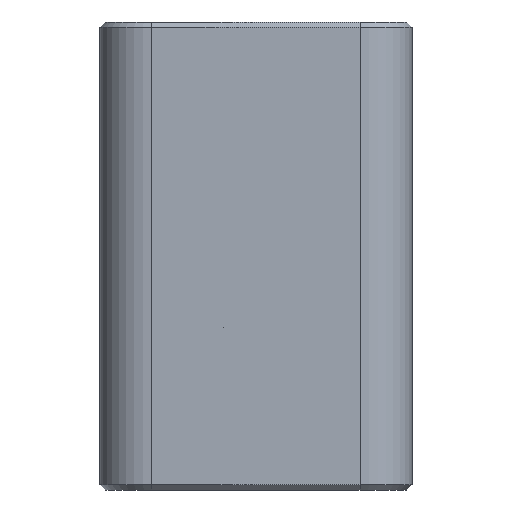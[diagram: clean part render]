
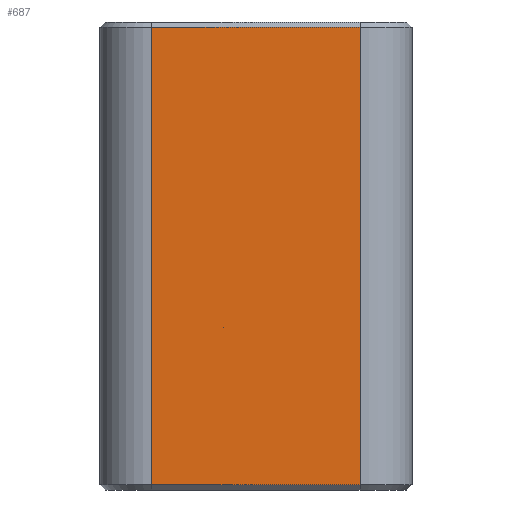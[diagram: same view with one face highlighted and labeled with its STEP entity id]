
A CAD part, left-side view. The second image highlights one B-rep face of the part: STEP entity #687.
In plain terms, the highlighted planar face has unit normal (-1, 0, 0).
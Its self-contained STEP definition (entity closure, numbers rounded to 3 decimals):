
#111 = DIRECTION ( 'NONE',  ( 0., 1., 0. ) ) ;
#119 = CARTESIAN_POINT ( 'NONE',  ( -21., 6., 9. ) ) ;
#125 = VECTOR ( 'NONE', #714, 1000. ) ;
#221 = ORIENTED_EDGE ( 'NONE', *, *, #490, .T. ) ;
#261 = AXIS2_PLACEMENT_3D ( 'NONE', #119, #1389, #1157 ) ;
#264 = CARTESIAN_POINT ( 'NONE',  ( -21., -4., 9. ) ) ;
#272 = LINE ( 'NONE', #264, #1376 ) ;
#490 = EDGE_CURVE ( 'NONE', #1060, #1108, #1477, .T. ) ;
#497 = CARTESIAN_POINT ( 'NONE',  ( -21., -4., -8.8 ) ) ;
#506 = DIRECTION ( 'NONE',  ( 0., -1., 0. ) ) ;
#608 = EDGE_CURVE ( 'NONE', #1108, #1570, #1011, .T. ) ;
#636 = DIRECTION ( 'NONE',  ( 0., 0., 1. ) ) ;
#687 = ADVANCED_FACE ( 'NONE', ( #796 ), #776, .F. ) ;
#714 = DIRECTION ( 'NONE',  ( 0., 0., -1. ) ) ;
#768 = CARTESIAN_POINT ( 'NONE',  ( -21., 6., -8.8 ) ) ;
#776 = PLANE ( 'NONE',  #261 ) ;
#796 = FACE_OUTER_BOUND ( 'NONE', #1015, .T. ) ;
#893 = ORIENTED_EDGE ( 'NONE', *, *, #608, .T. ) ;
#1003 = EDGE_CURVE ( 'NONE', #1204, #1060, #1359, .T. ) ;
#1011 = LINE ( 'NONE', #768, #1073 ) ;
#1015 = EDGE_LOOP ( 'NONE', ( #221, #893, #1059, #1372 ) ) ;
#1051 = VECTOR ( 'NONE', #111, 1000. ) ;
#1059 = ORIENTED_EDGE ( 'NONE', *, *, #1615, .T. ) ;
#1060 = VERTEX_POINT ( 'NONE', #1410 ) ;
#1073 = VECTOR ( 'NONE', #506, 1000. ) ;
#1108 = VERTEX_POINT ( 'NONE', #1235 ) ;
#1157 = DIRECTION ( 'NONE',  ( 0., 0., -1. ) ) ;
#1204 = VERTEX_POINT ( 'NONE', #1217 ) ;
#1217 = CARTESIAN_POINT ( 'NONE',  ( -21., -4., 8.8 ) ) ;
#1235 = CARTESIAN_POINT ( 'NONE',  ( -21., 4., -8.8 ) ) ;
#1245 = CARTESIAN_POINT ( 'NONE',  ( -21., 4., 8.8 ) ) ;
#1359 = LINE ( 'NONE', #1245, #1051 ) ;
#1372 = ORIENTED_EDGE ( 'NONE', *, *, #1003, .T. ) ;
#1376 = VECTOR ( 'NONE', #636, 1000. ) ;
#1389 = DIRECTION ( 'NONE',  ( 1., 0., 0. ) ) ;
#1410 = CARTESIAN_POINT ( 'NONE',  ( -21., 4., 8.8 ) ) ;
#1477 = LINE ( 'NONE', #1618, #125 ) ;
#1570 = VERTEX_POINT ( 'NONE', #497 ) ;
#1615 = EDGE_CURVE ( 'NONE', #1570, #1204, #272, .T. ) ;
#1618 = CARTESIAN_POINT ( 'NONE',  ( -21., 4., 9. ) ) ;
